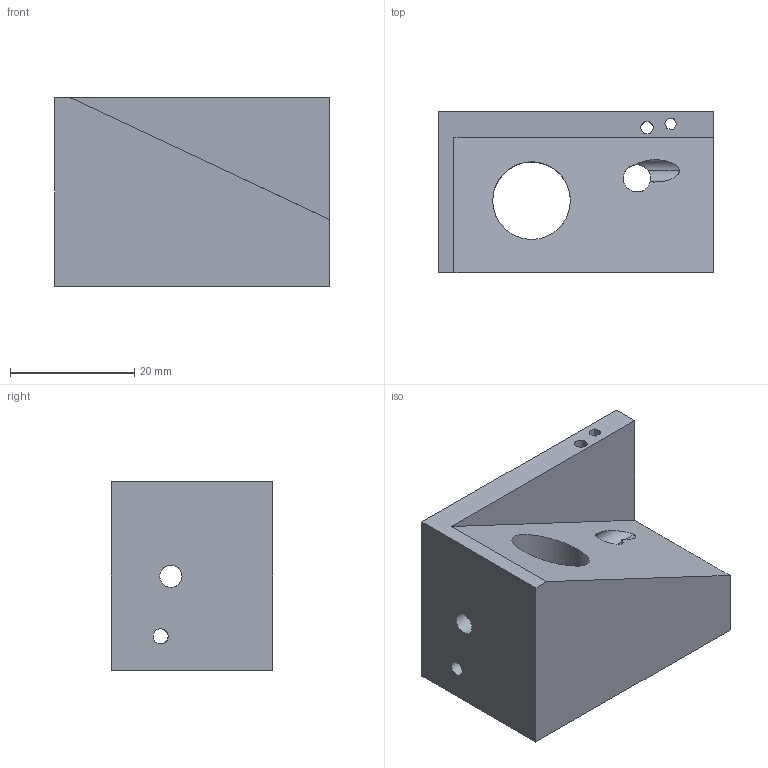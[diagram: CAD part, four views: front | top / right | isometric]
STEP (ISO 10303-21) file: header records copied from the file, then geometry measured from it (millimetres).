
FILE_DESCRIPTION(('Open CASCADE Model'),'2;1');
FILE_NAME('Open CASCADE Shape Model','2021-05-13T19:32:10',('Author'),( 'Open CASCADE'),'Open CASCADE STEP processor 7.4','Open CASCADE 7.4' ,'Unknown');
FILE_SCHEMA(('AUTOMOTIVE_DESIGN { 1 0 10303 214 1 1 1 1 }'));
Length unit declared in the file: millimetre
Products named in the file (1): Open CASCADE STEP translator 7.4 1904
Bounding box: 44.24 x 25.99 x 30.44 mm (x, y, z)
Volume: 22067.6 mm3; surface area: 8096.3 mm2
Topology: 1 solids, 1 shells, 29 faces, 86 edges, 58 vertices
Faces by surface type: plane 21, cylinder 8
Full cylindrical faces by diameter (mm): 2 x1, 2.414 x1, 3.605 x1, 4.419 x1, 12.504 x1
Entity records: 5455 total; most frequent: CARTESIAN_POINT 3773, DIRECTION 282, LINE 186, VECTOR 186, ORIENTED_EDGE 172, PCURVE 172, DEFINITIONAL_REPRESENTATION 172, EDGE_CURVE 86
